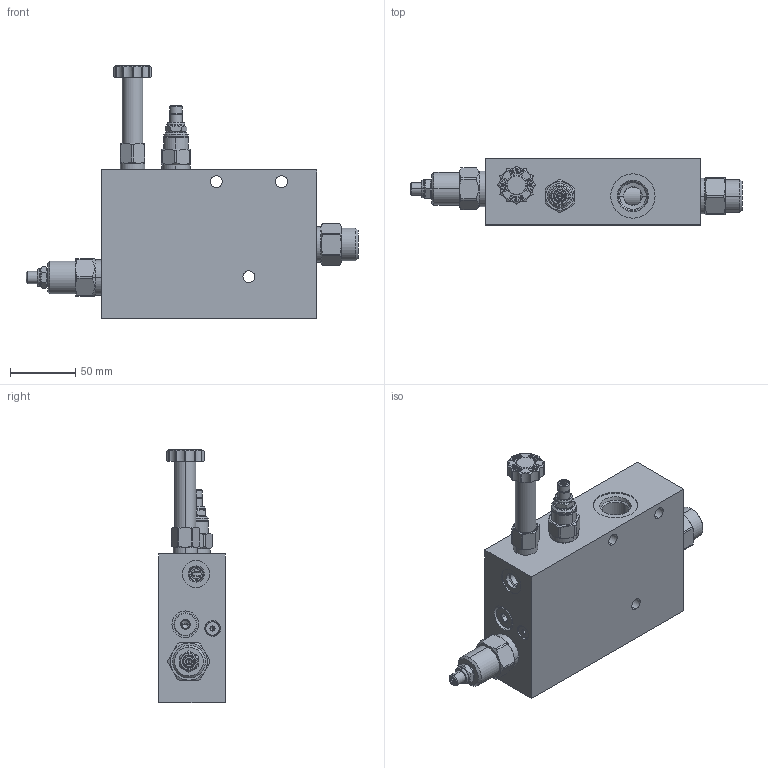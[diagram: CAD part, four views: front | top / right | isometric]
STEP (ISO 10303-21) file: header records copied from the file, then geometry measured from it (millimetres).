
FILE_DESCRIPTION((''),'2;1');
FILE_NAME('XPFSLGNNK_ASM','2023-08-16T',('ProEService'),(''),'PRO/ENGINEER BY PARAMETRIC TECHNOLOGY CORPORATION, 2014200','PRO/ENGINEER BY PARAMETRIC TECHNOLOGY CORPORATION, 2014200','');
FILE_SCHEMA(('CONFIG_CONTROL_DESIGN'));
Length unit declared in the file: inch
Products named in the file (10): 150-089-002; A330-006-008; NFDDLGN; A330-006-006; 280-039-031; A330-006-002; LHFAXFN; RBACLAN; DMBFXNN; XPFSLGNNK_ASM
Assembly tree (9 placements, depth 2):
  XPFSLGNNK_ASM
    150-089-002
    A330-006-008
    NFDDLGN
    A330-006-006
    280-039-031
    A330-006-002
    LHFAXFN
    RBACLAN
    DMBFXNN
Bounding box: 254.82 x 50.8 x 194.82 mm (x, y, z)
Volume: 943495.3 mm3; surface area: 152441.3 mm2
Topology: 16 solids, 20 shells, 1541 faces, 3938 edges, 2727 vertices
Faces by surface type: cylinder 587, plane 404, cone 307, torus 203, revolution 40
Entity records: 54667 total; most frequent: CARTESIAN_POINT 16988, DIRECTION 8212, ORIENTED_EDGE 7124, EDGE_CURVE 3562, AXIS2_PLACEMENT_3D 3208, VERTEX_POINT 2187, EDGE_LOOP 1765, VECTOR 1756
